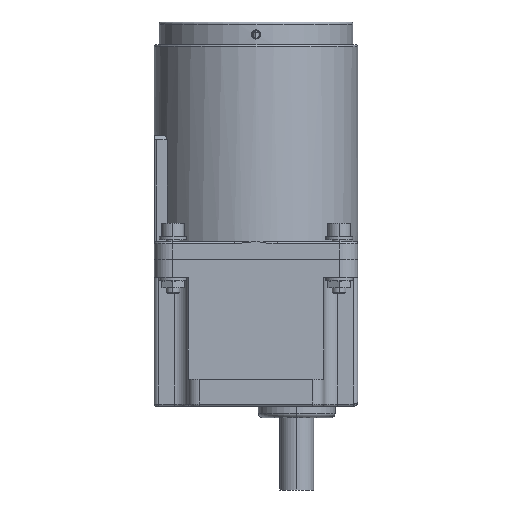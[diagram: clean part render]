
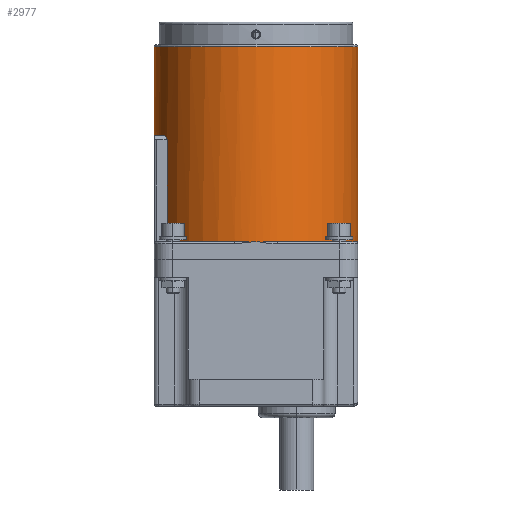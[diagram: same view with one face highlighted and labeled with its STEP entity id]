
A CAD part, left-side view. The second image highlights one B-rep face of the part: STEP entity #2977.
In plain terms, the highlighted cylindrical face has radius 45 mm (diameter 90 mm), a partial arc.
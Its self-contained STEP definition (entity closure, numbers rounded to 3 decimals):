
#326 = DIRECTION ( 'NONE',  ( 0., 0., 1. ) ) ;
#394 = CIRCLE ( 'NONE', #8453, 45. ) ;
#497 = CARTESIAN_POINT ( 'NONE',  ( -34.668, -29.339, -44.6 ) ) ;
#598 = DIRECTION ( 'NONE',  ( 0., 0., 1. ) ) ;
#617 = LINE ( 'NONE', #5023, #8339 ) ;
#837 = CARTESIAN_POINT ( 'NONE',  ( -78.668, 6.227, -44.6 ) ) ;
#875 = CIRCLE ( 'NONE', #8902, 45. ) ;
#1028 = EDGE_CURVE ( 'NONE', #3872, #11362, #7429, .T. ) ;
#1057 = CIRCLE ( 'NONE', #9082, 45. ) ;
#1358 = DIRECTION ( 'NONE',  ( 0., 0., -1. ) ) ;
#1621 = ORIENTED_EDGE ( 'NONE', *, *, #13872, .T. ) ;
#1737 = DIRECTION ( 'NONE',  ( 0., 0., -1. ) ) ;
#1907 = DIRECTION ( 'NONE',  ( 0., 0., 1. ) ) ;
#2106 = AXIS2_PLACEMENT_3D ( 'NONE', #12423, #2635, #7022 ) ;
#2219 = ORIENTED_EDGE ( 'NONE', *, *, #9625, .T. ) ;
#2410 = DIRECTION ( 'NONE',  ( 0., 0., 1. ) ) ;
#2428 = FACE_OUTER_BOUND ( 'NONE', #4448, .T. ) ;
#2535 = CARTESIAN_POINT ( 'NONE',  ( -55.344, 55.637, 1.825 ) ) ;
#2616 = ORIENTED_EDGE ( 'NONE', *, *, #11921, .F. ) ;
#2635 = DIRECTION ( 'NONE',  ( 0., 0., 1. ) ) ;
#2693 = DIRECTION ( 'NONE',  ( 0., 0., -1. ) ) ;
#2723 = VERTEX_POINT ( 'NONE', #11543 ) ;
#2866 = VERTEX_POINT ( 'NONE', #5402 ) ;
#2977 = ADVANCED_FACE ( 'NONE', ( #2428 ), #6819, .T. ) ;
#3114 = CARTESIAN_POINT ( 'NONE',  ( -78.668, 25.095, -44.6 ) ) ;
#3207 = VERTEX_POINT ( 'NONE', #837 ) ;
#3398 = ORIENTED_EDGE ( 'NONE', *, *, #6398, .T. ) ;
#3507 = CARTESIAN_POINT ( 'NONE',  ( -34.668, -29.339, -43.9 ) ) ;
#3545 = ORIENTED_EDGE ( 'NONE', *, *, #4002, .T. ) ;
#3557 = CARTESIAN_POINT ( 'NONE',  ( -79.668, 15.661, -44.6 ) ) ;
#3811 = CARTESIAN_POINT ( 'NONE',  ( -34.668, 15.661, -44.6 ) ) ;
#3857 = CIRCLE ( 'NONE', #11822, 45. ) ;
#3872 = VERTEX_POINT ( 'NONE', #7795 ) ;
#4002 = EDGE_CURVE ( 'NONE', #12360, #2723, #11295, .T. ) ;
#4448 = EDGE_LOOP ( 'NONE', ( #2616, #3545, #3398, #6675, #2219, #4697, #8542, #5405, #13679, #12636, #8081, #1621 ) ) ;
#4697 = ORIENTED_EDGE ( 'NONE', *, *, #13046, .T. ) ;
#4732 = DIRECTION ( 'NONE',  ( 1., 0., 0. ) ) ;
#4760 = CARTESIAN_POINT ( 'NONE',  ( -34.668, 15.661, -44.6 ) ) ;
#5001 = DIRECTION ( 'NONE',  ( 1., 0., 0. ) ) ;
#5023 = CARTESIAN_POINT ( 'NONE',  ( -34.668, 60.661, -43.9 ) ) ;
#5156 = AXIS2_PLACEMENT_3D ( 'NONE', #12482, #2693, #7083 ) ;
#5327 = CIRCLE ( 'NONE', #13241, 45. ) ;
#5402 = CARTESIAN_POINT ( 'NONE',  ( -56.668, 54.916, 0.5 ) ) ;
#5405 = ORIENTED_EDGE ( 'NONE', *, *, #1028, .T. ) ;
#5756 = DIRECTION ( 'NONE',  ( 0., 1., 0. ) ) ;
#5825 = VERTEX_POINT ( 'NONE', #497 ) ;
#6021 = EDGE_CURVE ( 'NONE', #2866, #3872, #7195, .T. ) ;
#6284 = DIRECTION ( 'NONE',  ( 1., 0., 0. ) ) ;
#6398 = EDGE_CURVE ( 'NONE', #2723, #11091, #617, .T. ) ;
#6675 = ORIENTED_EDGE ( 'NONE', *, *, #7402, .T. ) ;
#6800 = DIRECTION ( 'NONE',  ( 1., 0., 0. ) ) ;
#6819 = CYLINDRICAL_SURFACE ( 'NONE', #8566, 45. ) ;
#6930 = CARTESIAN_POINT ( 'NONE',  ( -56.011, 55.285, 1.158 ) ) ;
#7022 = DIRECTION ( 'NONE',  ( 1., 0., 0. ) ) ;
#7083 = DIRECTION ( 'NONE',  ( 0., -1., 0. ) ) ;
#7195 = LINE ( 'NONE', #11532, #11929 ) ;
#7202 = AXIS2_PLACEMENT_3D ( 'NONE', #11694, #1907, #6284 ) ;
#7402 = EDGE_CURVE ( 'NONE', #11091, #10410, #3857, .T. ) ;
#7429 = CIRCLE ( 'NONE', #7202, 45. ) ;
#7795 = CARTESIAN_POINT ( 'NONE',  ( -56.668, 54.916, -44.6 ) ) ;
#7896 = DIRECTION ( 'NONE',  ( 0., 0., -1. ) ) ;
#8081 = ORIENTED_EDGE ( 'NONE', *, *, #10925, .T. ) ;
#8190 = DIRECTION ( 'NONE',  ( 0., 0., 1. ) ) ;
#8317 = CIRCLE ( 'NONE', #2106, 45. ) ;
#8327 = CARTESIAN_POINT ( 'NONE',  ( -44.102, -28.339, -44.6 ) ) ;
#8339 = VECTOR ( 'NONE', #9395, 1000. ) ;
#8453 = AXIS2_PLACEMENT_3D ( 'NONE', #3811, #8190, #12506 ) ;
#8542 = ORIENTED_EDGE ( 'NONE', *, *, #6021, .T. ) ;
#8566 = AXIS2_PLACEMENT_3D ( 'NONE', #11168, #1358, #5756 ) ;
#8902 = AXIS2_PLACEMENT_3D ( 'NONE', #4760, #9128, #13425 ) ;
#9082 = AXIS2_PLACEMENT_3D ( 'NONE', #10455, #598, #5001 ) ;
#9128 = DIRECTION ( 'NONE',  ( 0., 0., 1. ) ) ;
#9395 = DIRECTION ( 'NONE',  ( 0., 0., -1. ) ) ;
#9625 = EDGE_CURVE ( 'NONE', #10410, #10330, #1057, .T. ) ;
#10179 = CARTESIAN_POINT ( 'NONE',  ( -34.668, 15.661, 2.5 ) ) ;
#10330 = VERTEX_POINT ( 'NONE', #13699 ) ;
#10410 = VERTEX_POINT ( 'NONE', #12987 ) ;
#10455 = CARTESIAN_POINT ( 'NONE',  ( -34.668, 15.661, 2.5 ) ) ;
#10925 = EDGE_CURVE ( 'NONE', #3207, #14011, #394, .T. ) ;
#11091 = VERTEX_POINT ( 'NONE', #12038 ) ;
#11168 = CARTESIAN_POINT ( 'NONE',  ( -34.668, 15.661, -43.9 ) ) ;
#11279 = CARTESIAN_POINT ( 'NONE',  ( -56.668, 54.916, 0.5 ) ) ;
#11295 = CIRCLE ( 'NONE', #5156, 45. ) ;
#11362 = VERTEX_POINT ( 'NONE', #3114 ) ;
#11410 = VECTOR ( 'NONE', #7896, 1000. ) ;
#11532 = CARTESIAN_POINT ( 'NONE',  ( -56.668, 54.916, -43.9 ) ) ;
#11543 = CARTESIAN_POINT ( 'NONE',  ( -34.668, 60.661, 41.5 ) ) ;
#11573 = EDGE_CURVE ( 'NONE', #11362, #12640, #875, .T. ) ;
#11694 = CARTESIAN_POINT ( 'NONE',  ( -34.668, 15.661, -44.6 ) ) ;
#11822 = AXIS2_PLACEMENT_3D ( 'NONE', #10179, #326, #4732 ) ;
#11921 = EDGE_CURVE ( 'NONE', #12360, #5825, #13264, .T. ) ;
#11929 = VECTOR ( 'NONE', #1737, 1000. ) ;
#12038 = CARTESIAN_POINT ( 'NONE',  ( -34.668, 60.661, 2.5 ) ) ;
#12198 = CARTESIAN_POINT ( 'NONE',  ( -34.668, 15.661, -44.6 ) ) ;
#12330 = CARTESIAN_POINT ( 'NONE',  ( -54.668, 55.972, 2.5 ) ) ;
#12340 = CARTESIAN_POINT ( 'NONE',  ( -34.668, -29.339, 41.5 ) ) ;
#12360 = VERTEX_POINT ( 'NONE', #12340 ) ;
#12423 = CARTESIAN_POINT ( 'NONE',  ( -34.668, 15.661, -44.6 ) ) ;
#12482 = CARTESIAN_POINT ( 'NONE',  ( -34.668, 15.661, 41.5 ) ) ;
#12506 = DIRECTION ( 'NONE',  ( 1., 0., 0. ) ) ;
#12636 = ORIENTED_EDGE ( 'NONE', *, *, #13928, .T. ) ;
#12640 = VERTEX_POINT ( 'NONE', #3557 ) ;
#12987 = CARTESIAN_POINT ( 'NONE',  ( -44.102, 59.661, 2.5 ) ) ;
#13046 = EDGE_CURVE ( 'NONE', #10330, #2866, #14117, .T. ) ;
#13241 = AXIS2_PLACEMENT_3D ( 'NONE', #12198, #2410, #6800 ) ;
#13264 = LINE ( 'NONE', #3507, #11410 ) ;
#13425 = DIRECTION ( 'NONE',  ( 1., 0., 0. ) ) ;
#13679 = ORIENTED_EDGE ( 'NONE', *, *, #11573, .T. ) ;
#13699 = CARTESIAN_POINT ( 'NONE',  ( -54.668, 55.972, 2.5 ) ) ;
#13872 = EDGE_CURVE ( 'NONE', #14011, #5825, #5327, .T. ) ;
#13928 = EDGE_CURVE ( 'NONE', #12640, #3207, #8317, .T. ) ;
#14011 = VERTEX_POINT ( 'NONE', #8327 ) ;
#14117 =( BOUNDED_CURVE ( )  B_SPLINE_CURVE ( 3, ( #12330, #2535, #6930, #11279 ),
 .UNSPECIFIED., .F., .T. ) 
 B_SPLINE_CURVE_WITH_KNOTS ( ( 4, 4 ),
 ( 5.173, 5.223 ),
 .UNSPECIFIED. ) 
 CURVE ( )  GEOMETRIC_REPRESENTATION_ITEM ( )  RATIONAL_B_SPLINE_CURVE ( ( 1., 1., 1., 1. ) ) 
 REPRESENTATION_ITEM ( '' )  );
